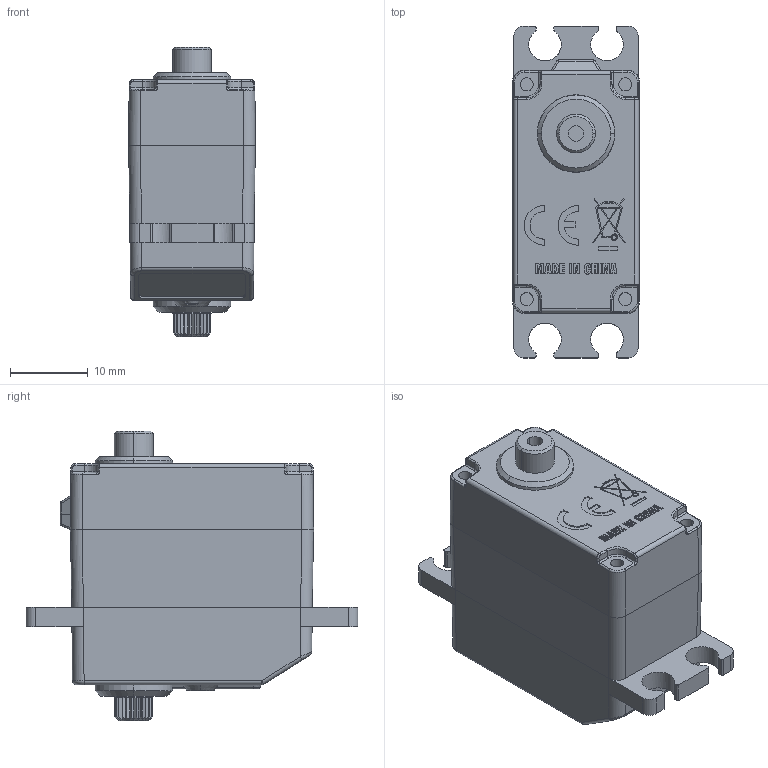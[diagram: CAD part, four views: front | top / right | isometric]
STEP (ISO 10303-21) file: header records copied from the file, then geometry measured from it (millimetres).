
FILE_DESCRIPTION((''),'2;1');
FILE_NAME('17G-SR311_ASM','2023-01-03T',('Administrator'),(''),'CREO PARAMETRIC BY PTC INC, 2014190','CREO PARAMETRIC BY PTC INC, 2014190','');
FILE_SCHEMA(('CONFIG_CONTROL_DESIGN'));
Length unit declared in the file: millimetre
Products named in the file (6): KE-01_9_1; KE-02_7_1; 04X33-05_3_1; 311-XK_8_1; 17G-SM-S3317M_ASM_11_ASM_2_ASM; 17G-SR311_ASM
Assembly tree (5 placements, depth 3):
  17G-SR311_ASM
    17G-SM-S3317M_ASM_11_ASM_2_ASM
      KE-01_9_1
      KE-02_7_1
      04X33-05_3_1
      311-XK_8_1
Bounding box: 16.35 x 42.8 x 37.35 mm (x, y, z)
Volume: 14510.6 mm3; surface area: 6632.3 mm2
Topology: 5 solids, 6 shells, 617 faces, 1676 edges, 1098 vertices
Faces by surface type: plane 342, cylinder 181, torus 34, extrusion 23, cone 15, bspline 15, sphere 7
Entity records: 21151 total; most frequent: CARTESIAN_POINT 5456, ORIENTED_EDGE 3332, DIRECTION 3144, EDGE_CURVE 1666, VERTEX_POINT 1098, AXIS2_PLACEMENT_3D 1056, VECTOR 1032, LINE 1009
